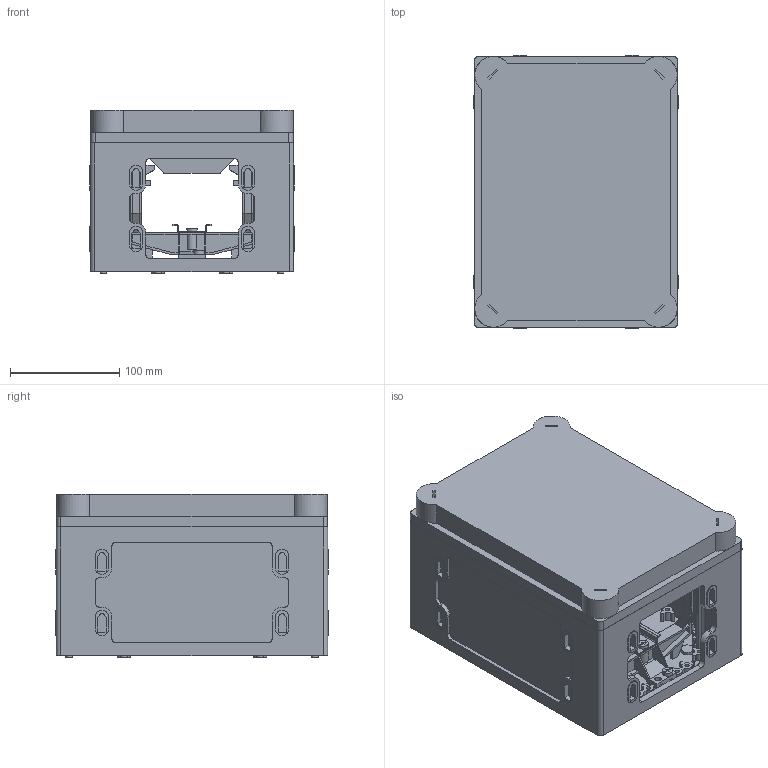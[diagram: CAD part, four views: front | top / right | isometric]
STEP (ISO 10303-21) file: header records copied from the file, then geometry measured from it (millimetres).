
FILE_DESCRIPTION( ( 'STEP AP214' ), '1' );
FILE_NAME( 'av_i23_125.stp', '2021-07-13T09:26:25', ( 'License CC BY-ND 4.0' ), ( 'CADENAS' ), ' ', 'PARTsolutions', ' ' );
FILE_SCHEMA( ( 'AUTOMOTIVE_DESIGN { 1 0 10303 214 1 1 1 1 }' ) );
Length unit declared in the file: millimetre
Products named in the file (5): 036089; _060282_P; _014830_p; _032139_P1; _032139_P1_2
Assembly tree (4 placements, depth 2):
  036089
    _060282_P
    _014830_p
    _032139_P1
    _032139_P1_2
Bounding box: 187.5 x 250 x 150 mm (x, y, z)
Volume: 1235183.9 mm3; surface area: 607960.3 mm2
Topology: 4 solids, 4 shells, 1952 faces, 5347 edges, 3550 vertices
Faces by surface type: plane 1339, cylinder 600, sphere 5, torus 4, cone 4
Full cylindrical faces by diameter (mm): 3 x4, 3.85 x32, 4.8 x2, 5.7 x2, 6 x12, 6.5 x4, 8 x4, 9 x4, 9.5 x8, 12 x8, 14.5 x4
Entity records: 76936 total; most frequent: CARTESIAN_POINT 10989, ORIENTED_EDGE 10424, DIRECTION 10416, EDGE_CURVE 5212, LINE 3816, VECTOR 3816, VERTEX_POINT 3513, AXIS2_PLACEMENT_3D 3300
